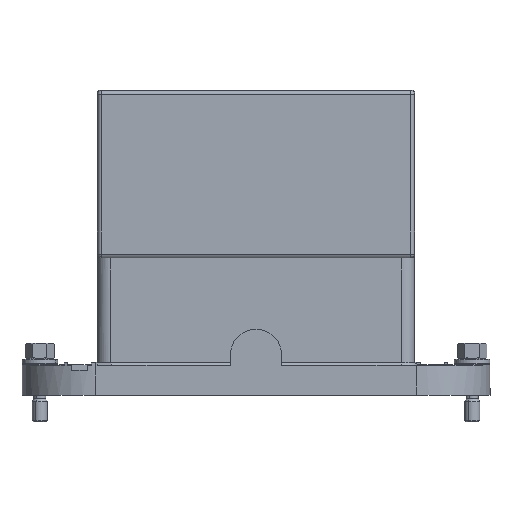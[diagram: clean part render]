
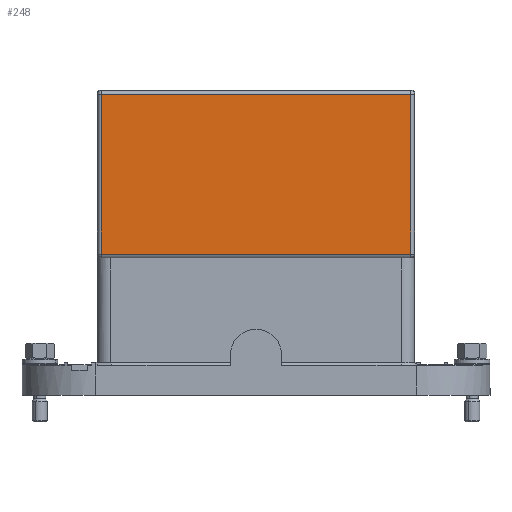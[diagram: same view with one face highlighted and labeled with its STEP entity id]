
A CAD part, left-side view. The second image highlights one B-rep face of the part: STEP entity #248.
In plain terms, the highlighted planar face has unit normal (-1, 0, 0).
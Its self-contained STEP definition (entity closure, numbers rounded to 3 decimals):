
#221=AXIS2_PLACEMENT_3D('Plane Axis2P3D',#218,#219,#220) ;
#146=CARTESIAN_POINT('Line Origine',(0.5,89.456,128.764)) ;
#150=CARTESIAN_POINT('Vertex',(0.5,152.764,128.764)) ;
#152=CARTESIAN_POINT('Vertex',(0.5,31.236,128.764)) ;
#218=CARTESIAN_POINT('Axis2P3D Location',(0.5,92.,130.5)) ;
#223=CARTESIAN_POINT('Line Origine',(0.5,92.,66.)) ;
#227=CARTESIAN_POINT('Vertex',(0.5,152.764,66.)) ;
#229=CARTESIAN_POINT('Vertex',(0.5,31.236,66.)) ;
#232=CARTESIAN_POINT('Line Origine',(0.5,31.236,97.382)) ;
#237=CARTESIAN_POINT('Line Origine',(0.5,152.764,97.382)) ;
#147=DIRECTION('Vector Direction',(0.,-1.,0.)) ;
#219=DIRECTION('Axis2P3D Direction',(-1.,0.,0.)) ;
#220=DIRECTION('Axis2P3D XDirection',(0.,0.,-1.)) ;
#224=DIRECTION('Vector Direction',(0.,-1.,0.)) ;
#233=DIRECTION('Vector Direction',(0.,0.,-1.)) ;
#238=DIRECTION('Vector Direction',(0.,0.,1.)) ;
#148=VECTOR('Line Direction',#147,1.) ;
#225=VECTOR('Line Direction',#224,1.) ;
#234=VECTOR('Line Direction',#233,1.) ;
#239=VECTOR('Line Direction',#238,1.) ;
#243=ORIENTED_EDGE('',*,*,#231,.T.) ;
#244=ORIENTED_EDGE('',*,*,#236,.F.) ;
#245=ORIENTED_EDGE('',*,*,#154,.F.) ;
#246=ORIENTED_EDGE('',*,*,#241,.F.) ;
#248=ADVANCED_FACE('Hauptk\X2\00F6\X0\rper',(#247),#222,.T.) ;
#154=EDGE_CURVE('',#151,#153,#149,.T.) ;
#231=EDGE_CURVE('',#228,#230,#226,.T.) ;
#236=EDGE_CURVE('',#153,#230,#235,.T.) ;
#241=EDGE_CURVE('',#228,#151,#240,.T.) ;
#242=EDGE_LOOP('',(#243,#244,#245,#246)) ;
#247=FACE_OUTER_BOUND('',#242,.T.) ;
#149=LINE('Line',#146,#148) ;
#226=LINE('Line',#223,#225) ;
#235=LINE('Line',#232,#234) ;
#240=LINE('Line',#237,#239) ;
#222=PLANE('',#221) ;
#151=VERTEX_POINT('',#150) ;
#153=VERTEX_POINT('',#152) ;
#228=VERTEX_POINT('',#227) ;
#230=VERTEX_POINT('',#229) ;
